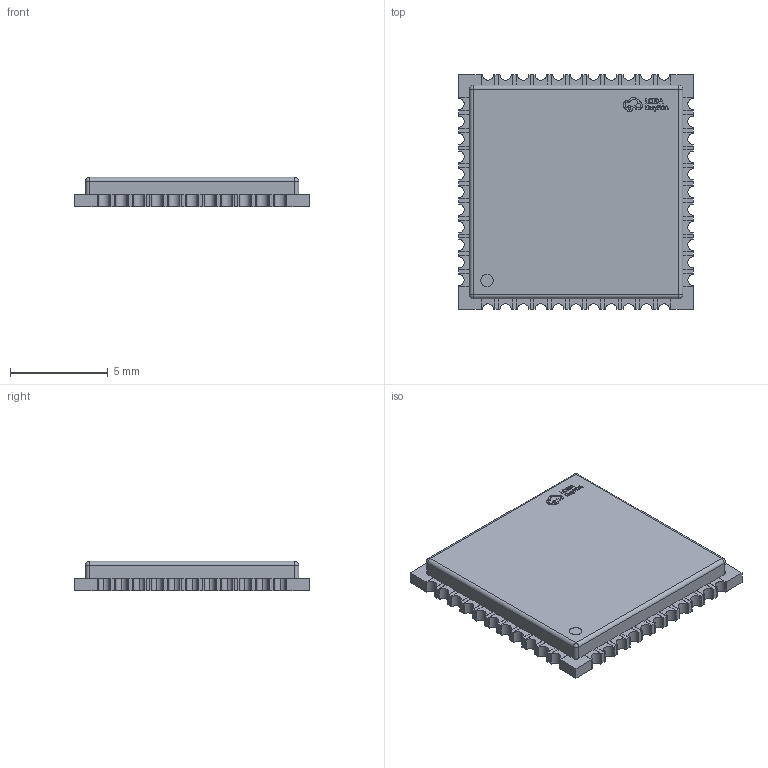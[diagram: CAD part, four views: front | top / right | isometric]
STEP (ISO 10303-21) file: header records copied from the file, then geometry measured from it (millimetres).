
FILE_DESCRIPTION (( 'STEP AP214' ), '1' );
FILE_NAME ('LCC-44_L12.0-W12.0-P0.90-BL.STEP', '2024-05-28T14:09:33', ( 'User' ), ( 'China' ), 'SwSTEP 2.0', 'SolidWorks 2020', '' );
FILE_SCHEMA (( 'AUTOMOTIVE_DESIGN' ));
Length unit declared in the file: millimetre
Products named in the file (1): LCC-44_L12.0-W12.0-P0.90-BL
Bounding box: 12 x 12 x 1.52 mm (x, y, z)
Volume: 190.3 mm3; surface area: 351.8 mm2
Topology: 1 solids, 1 shells, 788 faces, 2290 edges, 1520 vertices
Faces by surface type: plane 621, bspline 98, cylinder 65, sphere 4
Entity records: 34838 total; most frequent: CARTESIAN_POINT 5901, ORIENTED_EDGE 4572, DIRECTION 3598, EDGE_CURVE 2286, VECTOR 1956, LINE 1956, VERTEX_POINT 1520, AXIS2_PLACEMENT_3D 821
